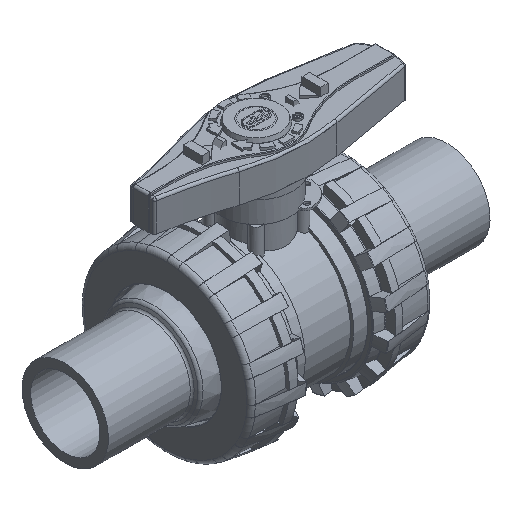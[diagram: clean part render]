
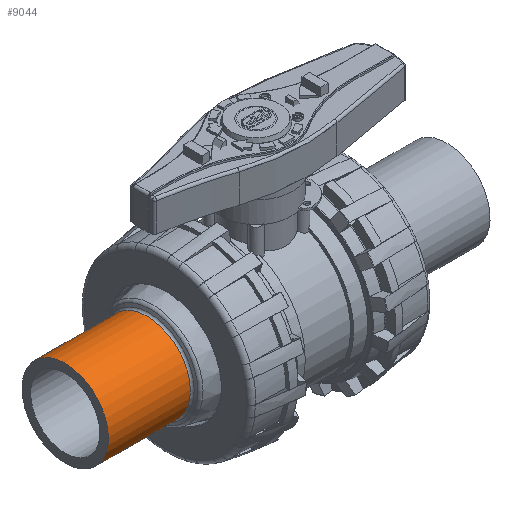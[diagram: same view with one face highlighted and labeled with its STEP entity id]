
A CAD part, isometric view. The second image highlights one B-rep face of the part: STEP entity #9044.
In plain terms, the highlighted cylindrical face has radius 37.5 mm (diameter 75 mm), a full revolution.
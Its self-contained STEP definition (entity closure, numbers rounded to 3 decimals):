
#491=FACE_BOUND($,#2964,.T.);
#1891=CYLINDRICAL_SURFACE($,#9966,37.5);
#2389=FACE_OUTER_BOUND($,#2963,.T.);
#2963=EDGE_LOOP($,(#8317));
#2964=EDGE_LOOP($,(#8318));
#3397=CIRCLE($,#9965,37.5);
#3398=CIRCLE($,#9967,37.5);
#4295=VERTEX_POINT($,#18970);
#4296=VERTEX_POINT($,#18973);
#5638=EDGE_CURVE($,#4295,#4295,#3397,.T.);
#5639=EDGE_CURVE($,#4296,#4296,#3398,.T.);
#8317=ORIENTED_EDGE($,*,*,#5639,.T.);
#8318=ORIENTED_EDGE($,*,*,#5638,.F.);
#9044=ADVANCED_FACE($,(#2389,#491),#1891,.T.);
#9965=AXIS2_PLACEMENT_3D($,#18971,#12285,#12286);
#9966=AXIS2_PLACEMENT_3D($,#18972,#12287,#12288);
#9967=AXIS2_PLACEMENT_3D($,#18974,#12289,#12290);
#12285=DIRECTION('center_axis',(0.,-1.,0.));
#12286=DIRECTION('ref_axis',(1.,0.,0.));
#12287=DIRECTION('center_axis',(0.,-1.,0.));
#12288=DIRECTION('ref_axis',(1.,0.,0.));
#12289=DIRECTION('center_axis',(0.,-1.,0.));
#12290=DIRECTION('ref_axis',(1.,0.,0.));
#18970=CARTESIAN_POINT('',(73.506,170.694,0.));
#18971=CARTESIAN_POINT('Origin',(111.006,170.694,0.));
#18972=CARTESIAN_POINT('Origin',(111.006,206.205,0.));
#18973=CARTESIAN_POINT('',(73.506,241.717,0.));
#18974=CARTESIAN_POINT('Origin',(111.006,241.717,0.));
